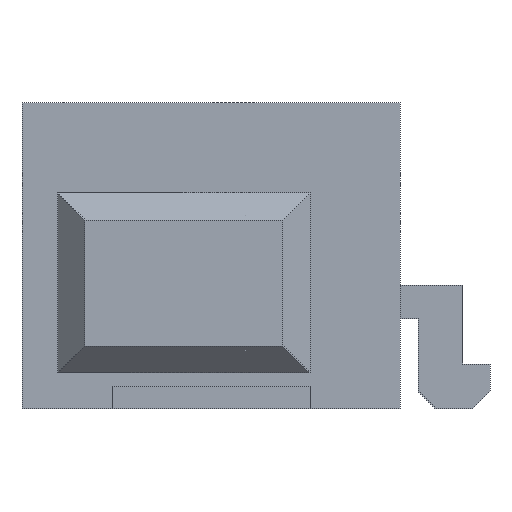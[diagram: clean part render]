
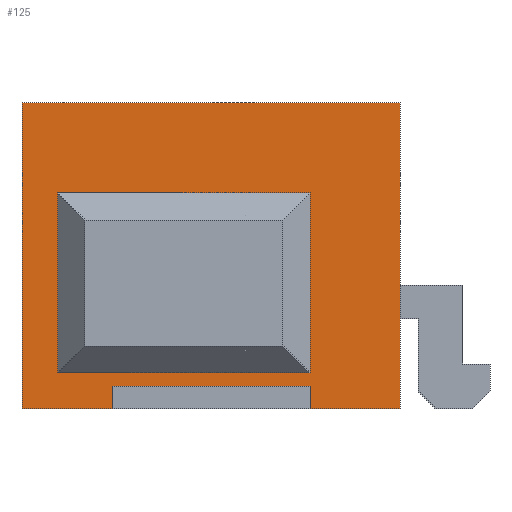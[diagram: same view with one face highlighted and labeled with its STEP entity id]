
A CAD part, front view. The second image highlights one B-rep face of the part: STEP entity #125.
In plain terms, the highlighted planar face has unit normal (0, -1, 0).
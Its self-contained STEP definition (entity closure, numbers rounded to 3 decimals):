
#13=DIRECTION('',(0.,0.,1.));
#14=DIRECTION('',(1.,0.,0.));
#51=VERTEX_POINT('',#52);
#52=CARTESIAN_POINT('',(-1.7,-4.625,2.4));
#56=DIRECTION('',(0.,1.,0.));
#62=VECTOR('',#14,1.);
#65=VERTEX_POINT('',#66);
#66=CARTESIAN_POINT('',(1.1,-4.625,2.4));
#69=ORIENTED_EDGE('',*,*,#70,.F.);
#70=EDGE_CURVE('',#51,#65,#71,.T.);
#71=LINE('',#72,#62);
#72=CARTESIAN_POINT('',(-1.9,-4.625,2.4));
#83=VECTOR('',#13,1.);
#86=VERTEX_POINT('',#87);
#87=CARTESIAN_POINT('',(-1.7,-4.625,0.4));
#91=EDGE_CURVE('',#51,#86,#92,.T.);
#92=LINE('',#93,#94);
#93=CARTESIAN_POINT('',(-1.7,-4.625,0.2));
#94=VECTOR('',#95,1.);
#95=DIRECTION('',(0.,0.,-1.));
#125=ADVANCED_FACE('',(#126,#148),#161,.F.);
#126=FACE_BOUND('',#127,.F.);
#127=EDGE_LOOP('',(#128,#135,#140,#145));
#128=ORIENTED_EDGE('',*,*,#129,.F.);
#129=EDGE_CURVE('',#130,#132,#134,.T.);
#130=VERTEX_POINT('',#131);
#131=CARTESIAN_POINT('',(-2.1,-4.625,0.));
#132=VERTEX_POINT('',#133);
#133=CARTESIAN_POINT('',(2.1,-4.625,0.));
#134=LINE('',#131,#62);
#135=ORIENTED_EDGE('',*,*,#136,.T.);
#136=EDGE_CURVE('',#130,#137,#139,.T.);
#137=VERTEX_POINT('',#138);
#138=CARTESIAN_POINT('',(-2.1,-4.625,3.4));
#139=LINE('',#131,#83);
#140=ORIENTED_EDGE('',*,*,#141,.T.);
#141=EDGE_CURVE('',#137,#142,#144,.T.);
#142=VERTEX_POINT('',#143);
#143=CARTESIAN_POINT('',(2.1,-4.625,3.4));
#144=LINE('',#138,#62);
#145=ORIENTED_EDGE('',*,*,#146,.F.);
#146=EDGE_CURVE('',#132,#142,#147,.T.);
#147=LINE('',#133,#83);
#148=FACE_BOUND('',#149,.F.);
#149=EDGE_LOOP('',(#69,#150,#151,#157));
#150=ORIENTED_EDGE('',*,*,#91,.T.);
#151=ORIENTED_EDGE('',*,*,#152,.T.);
#152=EDGE_CURVE('',#86,#153,#155,.T.);
#153=VERTEX_POINT('',#154);
#154=CARTESIAN_POINT('',(1.1,-4.625,0.4));
#155=LINE('',#156,#62);
#156=CARTESIAN_POINT('',(-1.9,-4.625,0.4));
#157=ORIENTED_EDGE('',*,*,#158,.F.);
#158=EDGE_CURVE('',#65,#153,#159,.T.);
#159=LINE('',#160,#94);
#160=CARTESIAN_POINT('',(1.1,-4.625,0.2));
#161=PLANE('',#162);
#162=AXIS2_PLACEMENT_3D('',#131,#56,#13);
